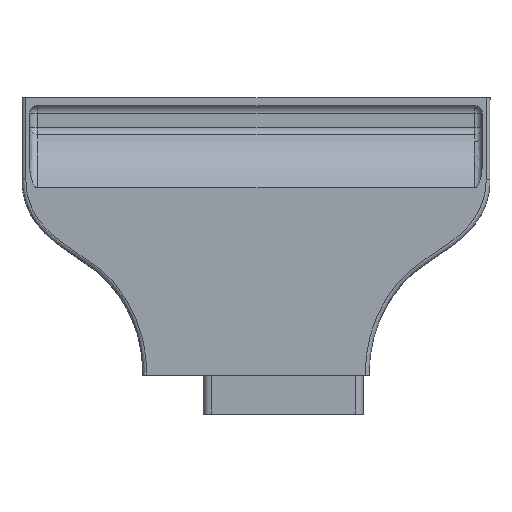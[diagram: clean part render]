
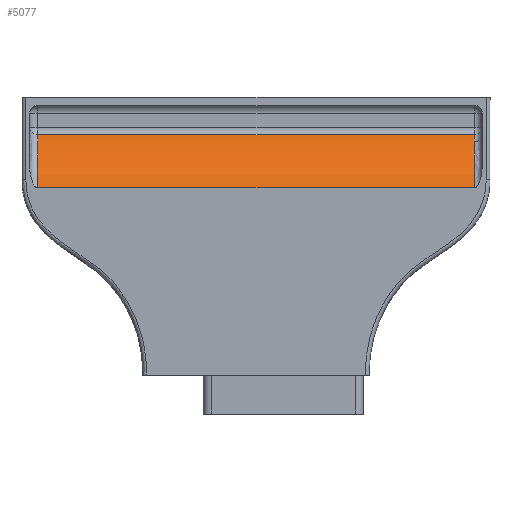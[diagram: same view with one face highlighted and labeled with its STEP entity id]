
A CAD part, top view. The second image highlights one B-rep face of the part: STEP entity #5077.
In plain terms, the highlighted cylindrical face has radius 23.515 mm (diameter 47.029 mm), a partial arc.
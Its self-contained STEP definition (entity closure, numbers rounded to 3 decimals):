
#39 = VERTEX_POINT ( 'NONE', #1229 ) ;
#247 = VECTOR ( 'NONE', #4610, 1000. ) ;
#303 = AXIS2_PLACEMENT_3D ( 'NONE', #5885, #1565, #7821 ) ;
#448 = VERTEX_POINT ( 'NONE', #5872 ) ;
#562 = EDGE_CURVE ( 'NONE', #448, #6509, #7850, .T. ) ;
#1104 = LINE ( 'NONE', #1555, #247 ) ;
#1229 = CARTESIAN_POINT ( 'NONE',  ( 71., 100.99, 0. ) ) ;
#1408 = AXIS2_PLACEMENT_3D ( 'NONE', #4280, #8036, #5511 ) ;
#1555 = CARTESIAN_POINT ( 'NONE',  ( 99.3, 114.698, -10.981 ) ) ;
#1565 = DIRECTION ( 'NONE',  ( -1., 0., 0. ) ) ;
#1816 = CARTESIAN_POINT ( 'NONE',  ( 99.3, 100.99, 0. ) ) ;
#2048 = CYLINDRICAL_SURFACE ( 'NONE', #303, 23.515 ) ;
#2510 = CARTESIAN_POINT ( 'NONE',  ( -41., 100.99, 0. ) ) ;
#2664 = CARTESIAN_POINT ( 'NONE',  ( 71., 114.698, -10.981 ) ) ;
#2918 = DIRECTION ( 'NONE',  ( 1., 0., 0. ) ) ;
#3265 = VERTEX_POINT ( 'NONE', #2664 ) ;
#3309 = FACE_OUTER_BOUND ( 'NONE', #5462, .T. ) ;
#3513 = CIRCLE ( 'NONE', #1408, 23.515 ) ;
#3585 = EDGE_CURVE ( 'NONE', #3265, #448, #1104, .T. ) ;
#3629 = LINE ( 'NONE', #1816, #5943 ) ;
#3771 = ORIENTED_EDGE ( 'NONE', *, *, #4441, .T. ) ;
#3823 = AXIS2_PLACEMENT_3D ( 'NONE', #6664, #2918, #7892 ) ;
#4280 = CARTESIAN_POINT ( 'NONE',  ( 71., 94.206, -22.515 ) ) ;
#4441 = EDGE_CURVE ( 'NONE', #39, #3265, #3513, .T. ) ;
#4610 = DIRECTION ( 'NONE',  ( -1., 0., 0. ) ) ;
#4889 = DIRECTION ( 'NONE',  ( -1., 0., 0. ) ) ;
#5077 = ADVANCED_FACE ( 'NONE', ( #3309 ), #2048, .T. ) ;
#5462 = EDGE_LOOP ( 'NONE', ( #5921, #3771, #5708, #6963 ) ) ;
#5511 = DIRECTION ( 'NONE',  ( 0., 1., 0. ) ) ;
#5708 = ORIENTED_EDGE ( 'NONE', *, *, #3585, .T. ) ;
#5872 = CARTESIAN_POINT ( 'NONE',  ( -41., 114.698, -10.981 ) ) ;
#5885 = CARTESIAN_POINT ( 'NONE',  ( 99.3, 94.206, -22.515 ) ) ;
#5921 = ORIENTED_EDGE ( 'NONE', *, *, #6015, .F. ) ;
#5943 = VECTOR ( 'NONE', #4889, 1000. ) ;
#6015 = EDGE_CURVE ( 'NONE', #39, #6509, #3629, .T. ) ;
#6509 = VERTEX_POINT ( 'NONE', #2510 ) ;
#6664 = CARTESIAN_POINT ( 'NONE',  ( -41., 94.206, -22.515 ) ) ;
#6963 = ORIENTED_EDGE ( 'NONE', *, *, #562, .T. ) ;
#7821 = DIRECTION ( 'NONE',  ( 0., 0., 1. ) ) ;
#7850 = CIRCLE ( 'NONE', #3823, 23.515 ) ;
#7892 = DIRECTION ( 'NONE',  ( 0., -1., 0. ) ) ;
#8036 = DIRECTION ( 'NONE',  ( -1., 0., 0. ) ) ;
